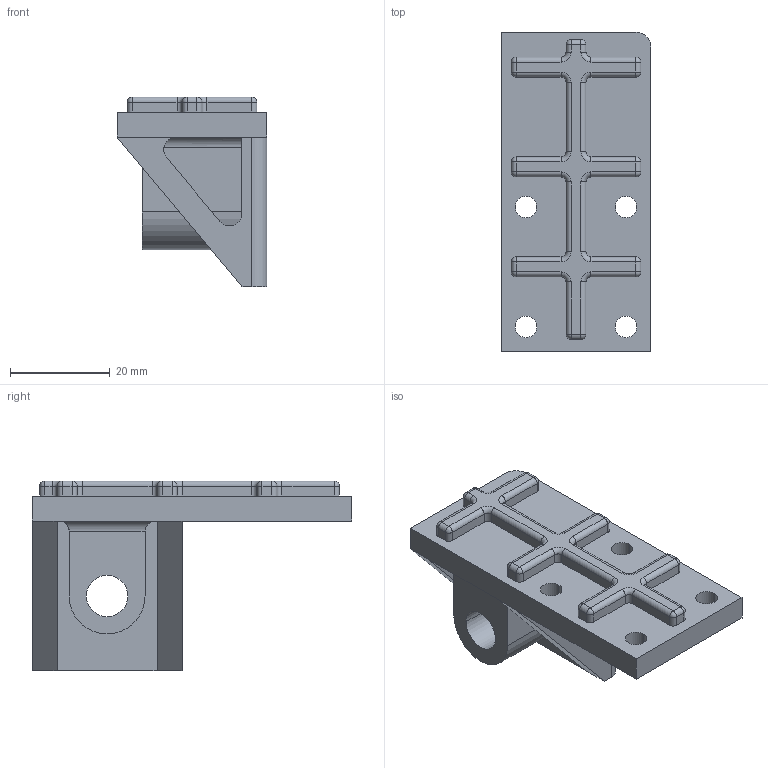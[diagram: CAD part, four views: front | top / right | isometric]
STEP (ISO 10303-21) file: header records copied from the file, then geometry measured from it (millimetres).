
FILE_DESCRIPTION (( 'STEP AP203' ), '1' );
FILE_NAME ('ｵﾚｶｸｪｻｻﾗｽｺ', '2024-07-30T12:23:42', ( '' ), ( '' ), 'SwSTEP 2.0', 'SolidWorks 2022', '' );
FILE_SCHEMA (( 'CONFIG_CONTROL_DESIGN' ));
Length unit declared in the file: millimetre
Products named in the file (1): 第二个转换做平衡支架
Bounding box: 30 x 64 x 38 mm (x, y, z)
Volume: 22068.6 mm3; surface area: 10004.7 mm2
Topology: 1 solids, 1 shells, 152 faces, 393 edges, 225 vertices
Faces by surface type: cylinder 77, plane 47, sphere 16, torus 12
Entity records: 4576 total; most frequent: DIRECTION 843, CARTESIAN_POINT 761, ORIENTED_EDGE 754, EDGE_CURVE 377, AXIS2_PLACEMENT_3D 315, VERTEX_POINT 225, VECTOR 213, LINE 213
